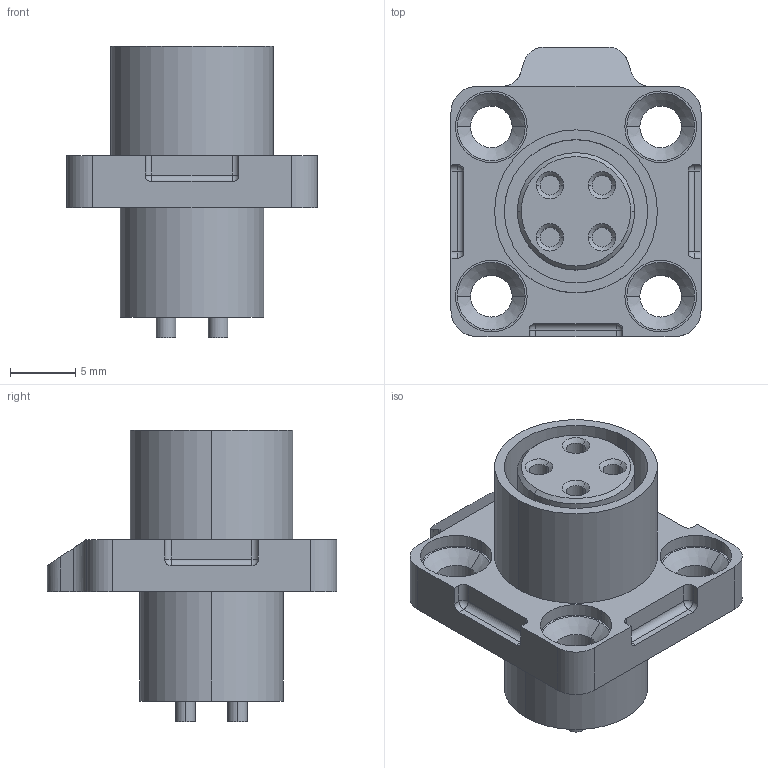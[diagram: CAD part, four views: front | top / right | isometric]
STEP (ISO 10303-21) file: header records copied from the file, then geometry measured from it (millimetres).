
FILE_DESCRIPTION (( 'STEP AP214' ), '1' );
FILE_NAME ('Connector Cnlinko LP-12 4 poles.STEP', '2022-03-02T23:07:50', ( '' ), ( '' ), 'SwSTEP 2.0', 'SolidWorks 2020', '' );
FILE_SCHEMA (( 'AUTOMOTIVE_DESIGN' ));
Length unit declared in the file: millimetre
Products named in the file (1): Connector Cnlinko LP-12 4 poles
Bounding box: 19.2 x 22.2 x 22.4 mm (x, y, z)
Volume: 2579.4 mm3; surface area: 2746.3 mm2
Topology: 1 solids, 1 shells, 141 faces, 322 edges, 198 vertices
Faces by surface type: cylinder 73, plane 44, cone 18, sphere 6
Entity records: 5547 total; most frequent: DIRECTION 756, CARTESIAN_POINT 668, ORIENTED_EDGE 632, EDGE_CURVE 316, AXIS2_PLACEMENT_3D 302, VERTEX_POINT 198, EDGE_LOOP 170, CIRCLE 160
